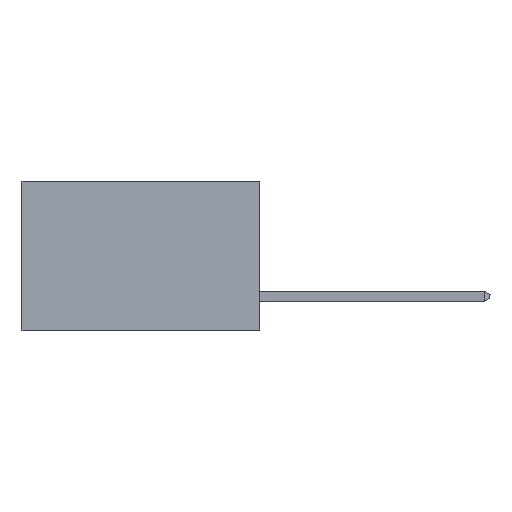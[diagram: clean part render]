
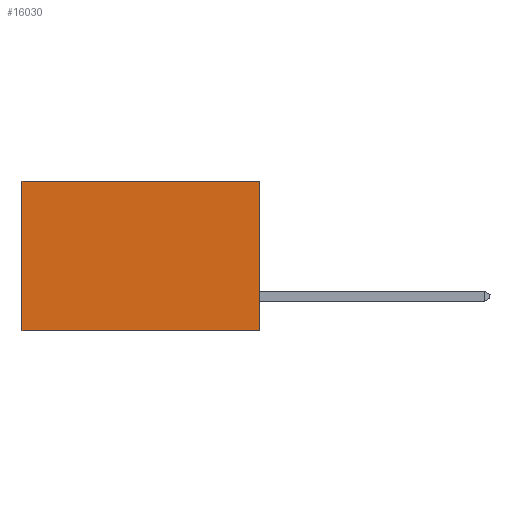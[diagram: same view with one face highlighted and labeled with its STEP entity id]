
A CAD part, left-side view. The second image highlights one B-rep face of the part: STEP entity #16030.
In plain terms, the highlighted planar face has unit normal (-1, 0, 0).
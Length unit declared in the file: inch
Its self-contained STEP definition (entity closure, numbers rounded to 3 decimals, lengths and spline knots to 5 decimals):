
#67 = VECTOR ( 'NONE', #23589, 39.37008 ) ;
#770 = DIRECTION ( 'NONE',  ( 0., 0., -1. ) ) ;
#1704 = EDGE_CURVE ( 'NONE', #26549, #25922, #10101, .T. ) ;
#1758 = AXIS2_PLACEMENT_3D ( 'NONE', #23945, #1849, #17384 ) ;
#1849 = DIRECTION ( 'NONE',  ( 1., 0., 0. ) ) ;
#2640 = EDGE_CURVE ( 'NONE', #25922, #3090, #17717, .T. ) ;
#2782 = CARTESIAN_POINT ( 'NONE',  ( 0.277, 0.59, 0. ) ) ;
#3090 = VERTEX_POINT ( 'NONE', #19217 ) ;
#6223 = CARTESIAN_POINT ( 'NONE',  ( 0.277, 0., -0.37 ) ) ;
#8081 = CARTESIAN_POINT ( 'NONE',  ( 0.277, 0., 0. ) ) ;
#8556 = LINE ( 'NONE', #27425, #13771 ) ;
#10101 = LINE ( 'NONE', #6223, #26354 ) ;
#11171 = LINE ( 'NONE', #8081, #67 ) ;
#11781 = VECTOR ( 'NONE', #22627, 39.37008 ) ;
#12543 = ORIENTED_EDGE ( 'NONE', *, *, #14121, .T. ) ;
#13314 = ORIENTED_EDGE ( 'NONE', *, *, #1704, .F. ) ;
#13771 = VECTOR ( 'NONE', #16445, 39.37008 ) ;
#14121 = EDGE_CURVE ( 'NONE', #26549, #24897, #11171, .T. ) ;
#15106 = CARTESIAN_POINT ( 'NONE',  ( 0.277, 0., 0. ) ) ;
#16030 = ADVANCED_FACE ( 'NONE', ( #23881 ), #26128, .F. ) ;
#16445 = DIRECTION ( 'NONE',  ( 0., 0., -1. ) ) ;
#17037 = EDGE_CURVE ( 'NONE', #24897, #3090, #8556, .T. ) ;
#17384 = DIRECTION ( 'NONE',  ( 0., 0., -1. ) ) ;
#17717 = LINE ( 'NONE', #22955, #11781 ) ;
#18397 = EDGE_LOOP ( 'NONE', ( #23819, #20298, #13314, #12543 ) ) ;
#19042 = CARTESIAN_POINT ( 'NONE',  ( 0.277, 0., -0.37 ) ) ;
#19217 = CARTESIAN_POINT ( 'NONE',  ( 0.277, 0.59, -0.37 ) ) ;
#20298 = ORIENTED_EDGE ( 'NONE', *, *, #2640, .F. ) ;
#22627 = DIRECTION ( 'NONE',  ( 0., 1., 0. ) ) ;
#22955 = CARTESIAN_POINT ( 'NONE',  ( 0.277, 0., -0.37 ) ) ;
#23589 = DIRECTION ( 'NONE',  ( 0., 1., 0. ) ) ;
#23819 = ORIENTED_EDGE ( 'NONE', *, *, #17037, .T. ) ;
#23881 = FACE_OUTER_BOUND ( 'NONE', #18397, .T. ) ;
#23945 = CARTESIAN_POINT ( 'NONE',  ( 0.277, 0., -0.37 ) ) ;
#24897 = VERTEX_POINT ( 'NONE', #2782 ) ;
#25922 = VERTEX_POINT ( 'NONE', #19042 ) ;
#26128 = PLANE ( 'NONE',  #1758 ) ;
#26354 = VECTOR ( 'NONE', #770, 39.37008 ) ;
#26549 = VERTEX_POINT ( 'NONE', #15106 ) ;
#27425 = CARTESIAN_POINT ( 'NONE',  ( 0.277, 0.59, -0.37 ) ) ;
